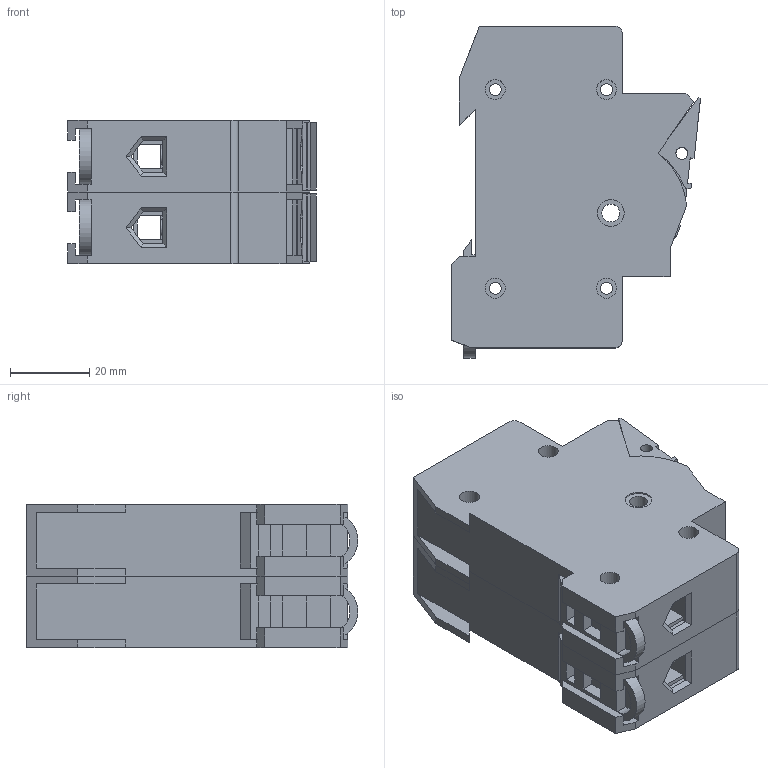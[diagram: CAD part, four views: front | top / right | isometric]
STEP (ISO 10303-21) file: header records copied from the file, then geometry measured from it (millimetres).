
FILE_DESCRIPTION((''),'2;1');
FILE_NAME('31112000.stp','2008-01-03T20:14:36',('Hubert Lenker'),(''),'Autodesk Inventor 10','Autodesk Inventor 10','');
FILE_SCHEMA(('AUTOMOTIVE_DESIGN { 1 0 10303 214 1 1 1 1 }'));
Length unit declared in the file: millimetre
Products named in the file (6): 31112000; Basis 10x38; 30414000; 79599000; 79602000; Schnapp
Assembly tree (7 placements, depth 3):
  31112000
    Basis 10x38  x2
      30414000
      79599000
      79602000
      Schnapp
Bounding box: 62.64 x 83.5 x 36 mm (x, y, z)
Volume: 104852.5 mm3; surface area: 56475.8 mm2
Topology: 10 solids, 10 shells, 492 faces, 1294 edges, 846 vertices
Faces by surface type: plane 362, cylinder 110, bspline 12, torus 8
Full cylindrical faces by diameter (mm): 3 x14, 4 x8, 4.5 x2, 5 x16, 6.707 x4, 7 x4, 8 x4, 10 x2
Entity records: 6451 total; most frequent: CARTESIAN_POINT 1250, DIRECTION 1023, ORIENTED_EDGE 1008, EDGE_CURVE 504, VECTOR 383, LINE 383, VERTEX_POINT 347, AXIS2_PLACEMENT_3D 320
